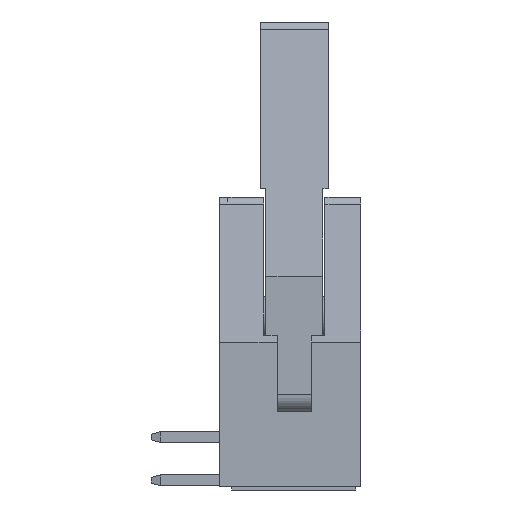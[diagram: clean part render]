
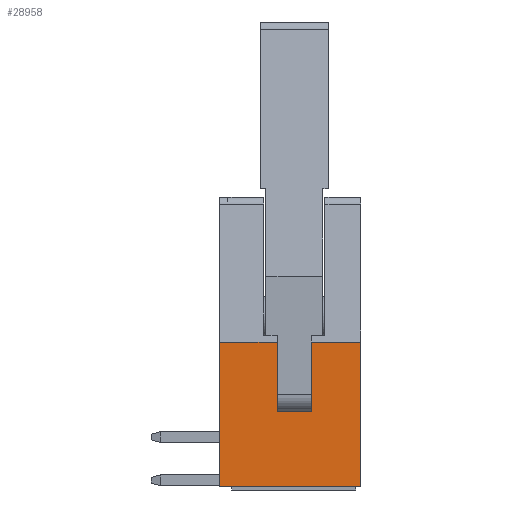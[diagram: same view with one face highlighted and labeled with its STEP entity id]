
A CAD part, left-side view. The second image highlights one B-rep face of the part: STEP entity #28958.
In plain terms, the highlighted planar face has unit normal (-1, 0, 0).
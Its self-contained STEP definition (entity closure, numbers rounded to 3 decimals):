
#464 = CARTESIAN_POINT ( 'NONE',  ( -35., -4.15, 0. ) ) ;
#659 = EDGE_CURVE ( 'NONE', #15349, #7306, #26412, .T. ) ;
#2208 = FACE_OUTER_BOUND ( 'NONE', #21798, .T. ) ;
#2435 = VECTOR ( 'NONE', #36535, 1000. ) ;
#2864 = DIRECTION ( 'NONE',  ( 0., -1., 0. ) ) ;
#4696 = DIRECTION ( 'NONE',  ( 0., 0., -1. ) ) ;
#5159 = EDGE_CURVE ( 'NONE', #15687, #23468, #17266, .T. ) ;
#6372 = DIRECTION ( 'NONE',  ( 0., 0., -1. ) ) ;
#6784 = LINE ( 'NONE', #28922, #27329 ) ;
#7306 = VERTEX_POINT ( 'NONE', #11982 ) ;
#7679 = VERTEX_POINT ( 'NONE', #23222 ) ;
#7808 = CARTESIAN_POINT ( 'NONE',  ( -35., 0.75, 8.493 ) ) ;
#8359 = VECTOR ( 'NONE', #2864, 1000. ) ;
#10317 = ORIENTED_EDGE ( 'NONE', *, *, #5159, .F. ) ;
#10797 = DIRECTION ( 'NONE',  ( 1., 0., 0. ) ) ;
#11068 = LINE ( 'NONE', #17215, #28714 ) ;
#11074 = AXIS2_PLACEMENT_3D ( 'NONE', #20251, #10797, #23526 ) ;
#11982 = CARTESIAN_POINT ( 'NONE',  ( -35., 4.15, 0. ) ) ;
#12082 = DIRECTION ( 'NONE',  ( 0., 1., 0. ) ) ;
#12142 = VERTEX_POINT ( 'NONE', #30812 ) ;
#12588 = CARTESIAN_POINT ( 'NONE',  ( -35., 0.75, 4.4 ) ) ;
#13624 = VECTOR ( 'NONE', #34674, 1000. ) ;
#14544 = DIRECTION ( 'NONE',  ( 0., 0., -1. ) ) ;
#15349 = VERTEX_POINT ( 'NONE', #20565 ) ;
#15492 = ORIENTED_EDGE ( 'NONE', *, *, #39035, .T. ) ;
#15622 = VERTEX_POINT ( 'NONE', #464 ) ;
#15687 = VERTEX_POINT ( 'NONE', #7808 ) ;
#17215 = CARTESIAN_POINT ( 'NONE',  ( -35., -4.15, 17. ) ) ;
#17220 = VERTEX_POINT ( 'NONE', #37698 ) ;
#17266 = LINE ( 'NONE', #32650, #2435 ) ;
#18034 = VECTOR ( 'NONE', #6372, 1000. ) ;
#18903 = CARTESIAN_POINT ( 'NONE',  ( -35., -4.15, 8.493 ) ) ;
#19007 = EDGE_CURVE ( 'NONE', #12142, #15622, #11068, .T. ) ;
#19548 = VECTOR ( 'NONE', #4696, 1000. ) ;
#20251 = CARTESIAN_POINT ( 'NONE',  ( -35., -4.15, 17. ) ) ;
#20565 = CARTESIAN_POINT ( 'NONE',  ( -35., 4.15, 8.493 ) ) ;
#21691 = EDGE_CURVE ( 'NONE', #15687, #15349, #38132, .T. ) ;
#21798 = EDGE_LOOP ( 'NONE', ( #39556, #15492, #25463, #10317, #27203, #29272, #24181, #28878 ) ) ;
#21999 = EDGE_CURVE ( 'NONE', #7306, #15622, #23983, .T. ) ;
#22310 = EDGE_CURVE ( 'NONE', #23468, #7679, #6784, .T. ) ;
#23171 = DIRECTION ( 'NONE',  ( 0., -1., 0. ) ) ;
#23222 = CARTESIAN_POINT ( 'NONE',  ( -35., -1.25, 4.4 ) ) ;
#23468 = VERTEX_POINT ( 'NONE', #12588 ) ;
#23526 = DIRECTION ( 'NONE',  ( 0., 1., 0. ) ) ;
#23983 = LINE ( 'NONE', #30926, #8359 ) ;
#24181 = ORIENTED_EDGE ( 'NONE', *, *, #21999, .T. ) ;
#24402 = LINE ( 'NONE', #36892, #38236 ) ;
#25440 = CARTESIAN_POINT ( 'NONE',  ( -35., -1.25, 8.9 ) ) ;
#25463 = ORIENTED_EDGE ( 'NONE', *, *, #22310, .F. ) ;
#26412 = LINE ( 'NONE', #32774, #19548 ) ;
#26588 = PLANE ( 'NONE',  #11074 ) ;
#27203 = ORIENTED_EDGE ( 'NONE', *, *, #21691, .T. ) ;
#27329 = VECTOR ( 'NONE', #23171, 1000. ) ;
#28714 = VECTOR ( 'NONE', #14544, 1000. ) ;
#28878 = ORIENTED_EDGE ( 'NONE', *, *, #19007, .F. ) ;
#28922 = CARTESIAN_POINT ( 'NONE',  ( -35., 1.55, 4.4 ) ) ;
#28958 = ADVANCED_FACE ( 'NONE', ( #2208 ), #26588, .F. ) ;
#29272 = ORIENTED_EDGE ( 'NONE', *, *, #659, .T. ) ;
#30812 = CARTESIAN_POINT ( 'NONE',  ( -35., -4.15, 8.493 ) ) ;
#30926 = CARTESIAN_POINT ( 'NONE',  ( -35., -4.15, 0. ) ) ;
#32650 = CARTESIAN_POINT ( 'NONE',  ( -35., 0.75, 8.9 ) ) ;
#32774 = CARTESIAN_POINT ( 'NONE',  ( -35., 4.15, 17. ) ) ;
#34674 = DIRECTION ( 'NONE',  ( 0., 1., 0. ) ) ;
#34707 = EDGE_CURVE ( 'NONE', #12142, #17220, #24402, .T. ) ;
#36535 = DIRECTION ( 'NONE',  ( 0., 0., -1. ) ) ;
#36892 = CARTESIAN_POINT ( 'NONE',  ( -35., -4.15, 8.493 ) ) ;
#37698 = CARTESIAN_POINT ( 'NONE',  ( -35., -1.25, 8.493 ) ) ;
#37717 = LINE ( 'NONE', #25440, #18034 ) ;
#38132 = LINE ( 'NONE', #18903, #13624 ) ;
#38236 = VECTOR ( 'NONE', #12082, 1000. ) ;
#39035 = EDGE_CURVE ( 'NONE', #17220, #7679, #37717, .T. ) ;
#39556 = ORIENTED_EDGE ( 'NONE', *, *, #34707, .T. ) ;
